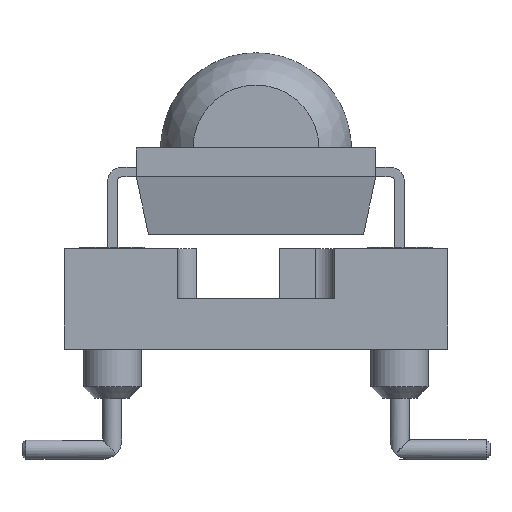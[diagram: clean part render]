
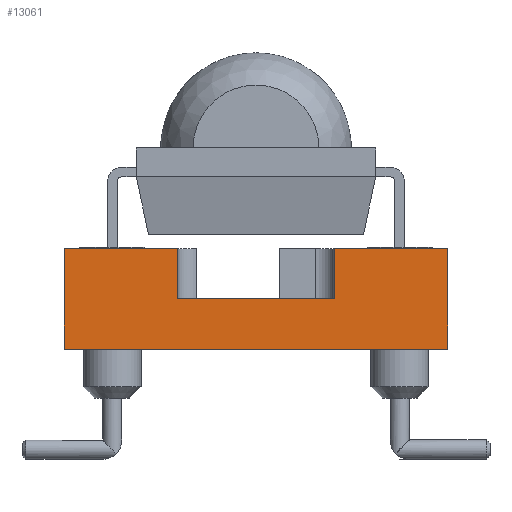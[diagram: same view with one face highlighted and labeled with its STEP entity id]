
A CAD part, front view. The second image highlights one B-rep face of the part: STEP entity #13061.
In plain terms, the highlighted planar face has unit normal (0, -1, 0).
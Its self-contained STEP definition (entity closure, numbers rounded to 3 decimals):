
#758=LINE('',#19236,#1492);
#764=LINE('',#19248,#1498);
#765=LINE('',#19251,#1499);
#766=LINE('',#19253,#1500);
#767=LINE('',#19255,#1501);
#768=LINE('',#19257,#1502);
#769=LINE('',#19259,#1503);
#770=LINE('',#19260,#1504);
#1492=VECTOR('',#15410,1000.);
#1498=VECTOR('',#15420,1000.);
#1499=VECTOR('',#15421,1000.);
#1500=VECTOR('',#15422,1000.);
#1501=VECTOR('',#15423,1000.);
#1502=VECTOR('',#15424,1000.);
#1503=VECTOR('',#15425,1000.);
#1504=VECTOR('',#15426,1000.);
#2904=ORIENTED_EDGE('',*,*,#5595,.T.);
#2905=ORIENTED_EDGE('',*,*,#5596,.F.);
#2906=ORIENTED_EDGE('',*,*,#5597,.T.);
#2907=ORIENTED_EDGE('',*,*,#5598,.T.);
#2908=ORIENTED_EDGE('',*,*,#5599,.F.);
#2909=ORIENTED_EDGE('',*,*,#5600,.F.);
#2910=ORIENTED_EDGE('',*,*,#5589,.F.);
#2911=ORIENTED_EDGE('',*,*,#5601,.T.);
#5589=EDGE_CURVE('',#6889,#6890,#758,.T.);
#5595=EDGE_CURVE('',#6894,#6895,#764,.T.);
#5596=EDGE_CURVE('',#6896,#6895,#765,.T.);
#5597=EDGE_CURVE('',#6896,#6897,#766,.T.);
#5598=EDGE_CURVE('',#6897,#6898,#767,.T.);
#5599=EDGE_CURVE('',#6899,#6898,#768,.T.);
#5600=EDGE_CURVE('',#6890,#6899,#769,.T.);
#5601=EDGE_CURVE('',#6889,#6894,#770,.T.);
#6889=VERTEX_POINT('',#19235);
#6890=VERTEX_POINT('',#19237);
#6894=VERTEX_POINT('',#19249);
#6895=VERTEX_POINT('',#19250);
#6896=VERTEX_POINT('',#19252);
#6897=VERTEX_POINT('',#19254);
#6898=VERTEX_POINT('',#19256);
#6899=VERTEX_POINT('',#19258);
#7933=EDGE_LOOP('',(#2904,#2905,#2906,#2907,#2908,#2909,#2910,#2911));
#8598=FACE_BOUND('',#7933,.T.);
#9109=PLANE('',#13826);
#13061=ADVANCED_FACE('',(#8598),#9109,.F.);
#13826=AXIS2_PLACEMENT_3D('',#19247,#15418,#15419);
#15410=DIRECTION('',(0.,0.,1.));
#15418=DIRECTION('',(0.,1.,0.));
#15419=DIRECTION('',(1.,0.,0.));
#15420=DIRECTION('',(0.,0.,1.));
#15421=DIRECTION('',(1.,0.,0.));
#15422=DIRECTION('',(0.,0.,-1.));
#15423=DIRECTION('',(-1.,0.,0.));
#15424=DIRECTION('',(0.,0.,-1.));
#15425=DIRECTION('',(1.,0.,0.));
#15426=DIRECTION('',(1.,0.,0.));
#19235=CARTESIAN_POINT('',(-1.27,-16.51,1.3));
#19236=CARTESIAN_POINT('',(-1.27,-16.51,1.3));
#19237=CARTESIAN_POINT('',(-1.27,-16.51,3.967));
#19247=CARTESIAN_POINT('',(-1.27,-16.51,1.3));
#19248=CARTESIAN_POINT('',(8.89,-16.51,1.3));
#19249=CARTESIAN_POINT('',(8.89,-16.51,1.3));
#19250=CARTESIAN_POINT('',(8.89,-16.51,3.967));
#19251=CARTESIAN_POINT('',(-1.27,-16.51,3.967));
#19252=CARTESIAN_POINT('',(5.89,-16.51,3.967));
#19253=CARTESIAN_POINT('',(5.89,-16.51,3.967));
#19254=CARTESIAN_POINT('',(5.89,-16.51,2.634));
#19255=CARTESIAN_POINT('',(5.89,-16.51,2.634));
#19256=CARTESIAN_POINT('',(1.73,-16.51,2.634));
#19257=CARTESIAN_POINT('',(1.73,-16.51,3.967));
#19258=CARTESIAN_POINT('',(1.73,-16.51,3.967));
#19259=CARTESIAN_POINT('',(-1.27,-16.51,3.967));
#19260=CARTESIAN_POINT('',(-1.27,-16.51,1.3));
